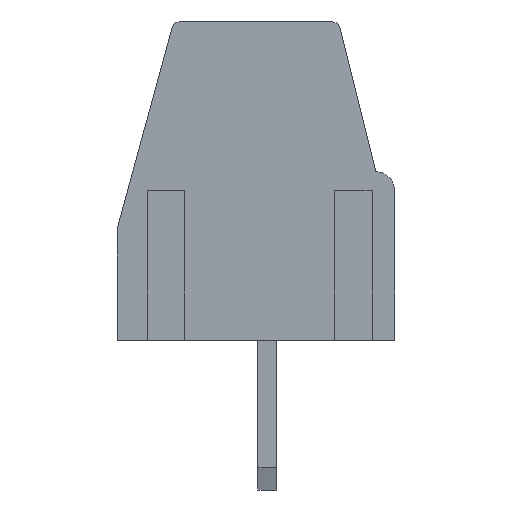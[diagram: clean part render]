
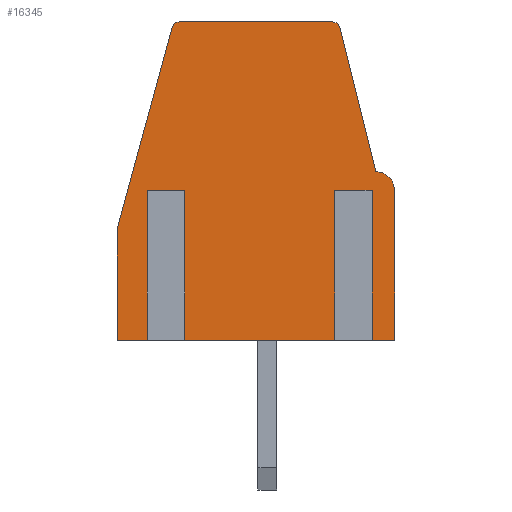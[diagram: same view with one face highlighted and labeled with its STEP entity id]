
A CAD part, left-side view. The second image highlights one B-rep face of the part: STEP entity #16345.
In plain terms, the highlighted planar face has unit normal (-1, 0, 0).
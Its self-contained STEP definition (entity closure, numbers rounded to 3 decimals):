
#241 = CARTESIAN_POINT ( 'NONE',  ( -13.335, -2.033, 4.05 ) ) ;
#330 = DIRECTION ( 'NONE',  ( 0., 0., -1. ) ) ;
#685 = CARTESIAN_POINT ( 'NONE',  ( -13.335, -2.9, 4.05 ) ) ;
#755 = ORIENTED_EDGE ( 'NONE', *, *, #22820, .T. ) ;
#917 = VERTEX_POINT ( 'NONE', #15479 ) ;
#1480 = CARTESIAN_POINT ( 'NONE',  ( -13.335, 4., 0.05 ) ) ;
#1926 = ORIENTED_EDGE ( 'NONE', *, *, #22542, .T. ) ;
#2059 = AXIS2_PLACEMENT_3D ( 'NONE', #9350, #15089, #9237 ) ;
#2142 = VERTEX_POINT ( 'NONE', #7898 ) ;
#2185 = VERTEX_POINT ( 'NONE', #15422 ) ;
#2285 = CIRCLE ( 'NONE', #10879, 0.5 ) ;
#2600 = DIRECTION ( 'NONE',  ( 0., 0., -1. ) ) ;
#2625 = DIRECTION ( 'NONE',  ( 0., -1., 0. ) ) ;
#2940 = DIRECTION ( 'NONE',  ( -1., 0., 0. ) ) ;
#2984 = EDGE_CURVE ( 'NONE', #11851, #3041, #2285, .T. ) ;
#3020 = EDGE_CURVE ( 'NONE', #19119, #14341, #12434, .T. ) ;
#3041 = VERTEX_POINT ( 'NONE', #22800 ) ;
#3405 = EDGE_CURVE ( 'NONE', #11361, #917, #12614, .T. ) ;
#3501 = EDGE_CURVE ( 'NONE', #10454, #13241, #4867, .T. ) ;
#3565 = ORIENTED_EDGE ( 'NONE', *, *, #3501, .T. ) ;
#3581 = DIRECTION ( 'NONE',  ( 0., 0., -1. ) ) ;
#3787 = ORIENTED_EDGE ( 'NONE', *, *, #2984, .T. ) ;
#3833 = CARTESIAN_POINT ( 'NONE',  ( -13.335, -3.4, 4.05 ) ) ;
#3934 = VERTEX_POINT ( 'NONE', #17731 ) ;
#4150 = VECTOR ( 'NONE', #2625, 1000. ) ;
#4317 = CARTESIAN_POINT ( 'NONE',  ( -13.335, 2.347, 8.35 ) ) ;
#4390 = CARTESIAN_POINT ( 'NONE',  ( -13.335, 2.54, 8.403 ) ) ;
#4392 = CARTESIAN_POINT ( 'NONE',  ( -13.335, 4., 0.05 ) ) ;
#4529 = VECTOR ( 'NONE', #15956, 1000. ) ;
#4820 = ORIENTED_EDGE ( 'NONE', *, *, #22509, .T. ) ;
#4867 = LINE ( 'NONE', #4392, #8682 ) ;
#4964 = VERTEX_POINT ( 'NONE', #20661 ) ;
#5038 = EDGE_CURVE ( 'NONE', #11851, #917, #9576, .T. ) ;
#5399 = EDGE_CURVE ( 'NONE', #20874, #2185, #15067, .T. ) ;
#5474 = EDGE_CURVE ( 'NONE', #8801, #3934, #14329, .T. ) ;
#5482 = CARTESIAN_POINT ( 'NONE',  ( -13.335, 2.433, 4.05 ) ) ;
#5688 = ORIENTED_EDGE ( 'NONE', *, *, #19724, .T. ) ;
#5749 = ORIENTED_EDGE ( 'NONE', *, *, #14474, .T. ) ;
#6179 = VECTOR ( 'NONE', #16093, 1000. ) ;
#6659 = AXIS2_PLACEMENT_3D ( 'NONE', #19051, #13861, #21047 ) ;
#7556 = EDGE_CURVE ( 'NONE', #9496, #14524, #20029, .T. ) ;
#7898 = CARTESIAN_POINT ( 'NONE',  ( -13.335, -1.938, 8.399 ) ) ;
#8049 = AXIS2_PLACEMENT_3D ( 'NONE', #4317, #15010, #16753 ) ;
#8125 = DIRECTION ( 'NONE',  ( 0., -1., 0. ) ) ;
#8240 = LINE ( 'NONE', #8358, #4150 ) ;
#8253 = CARTESIAN_POINT ( 'NONE',  ( -13.335, 4., 0.05 ) ) ;
#8358 = CARTESIAN_POINT ( 'NONE',  ( -13.335, 2.433, 4.05 ) ) ;
#8515 = DIRECTION ( 'NONE',  ( 0., 0., -1. ) ) ;
#8682 = VECTOR ( 'NONE', #8125, 1000. ) ;
#8736 = LINE ( 'NONE', #10391, #10004 ) ;
#8801 = VERTEX_POINT ( 'NONE', #9535 ) ;
#9237 = DIRECTION ( 'NONE',  ( 0., 0., -1. ) ) ;
#9350 = CARTESIAN_POINT ( 'NONE',  ( -13.335, 4., 8.55 ) ) ;
#9496 = VERTEX_POINT ( 'NONE', #18488 ) ;
#9535 = CARTESIAN_POINT ( 'NONE',  ( -13.335, 2.347, 8.55 ) ) ;
#9566 = EDGE_CURVE ( 'NONE', #4964, #13241, #17422, .T. ) ;
#9576 = LINE ( 'NONE', #12964, #20021 ) ;
#10004 = VECTOR ( 'NONE', #3581, 1000. ) ;
#10022 = CARTESIAN_POINT ( 'NONE',  ( -13.335, 2.433, 0.05 ) ) ;
#10391 = CARTESIAN_POINT ( 'NONE',  ( -13.335, 4., 8.55 ) ) ;
#10454 = VERTEX_POINT ( 'NONE', #11046 ) ;
#10640 = EDGE_LOOP ( 'NONE', ( #3565, #13155, #5749, #22647, #4820, #13213, #13782, #22695, #13756, #22707, #3787, #21866, #755, #19750, #5688, #12988, #1926 ) ) ;
#10680 = VECTOR ( 'NONE', #330, 1000. ) ;
#10879 = AXIS2_PLACEMENT_3D ( 'NONE', #685, #2940, #2600 ) ;
#11046 = CARTESIAN_POINT ( 'NONE',  ( -13.335, 4., 0.05 ) ) ;
#11061 = CARTESIAN_POINT ( 'NONE',  ( -13.335, -1.9, 8.55 ) ) ;
#11361 = VERTEX_POINT ( 'NONE', #20561 ) ;
#11507 = LINE ( 'NONE', #15032, #10680 ) ;
#11567 = VECTOR ( 'NONE', #12940, 1000. ) ;
#11801 = CARTESIAN_POINT ( 'NONE',  ( -13.335, 2.967, 0.05 ) ) ;
#11851 = VERTEX_POINT ( 'NONE', #3833 ) ;
#12434 = LINE ( 'NONE', #15730, #4529 ) ;
#12516 = VECTOR ( 'NONE', #21886, 1000. ) ;
#12578 = CARTESIAN_POINT ( 'NONE',  ( -13.335, 4., 8.55 ) ) ;
#12614 = LINE ( 'NONE', #1480, #19930 ) ;
#12631 = LINE ( 'NONE', #8253, #21988 ) ;
#12699 = LINE ( 'NONE', #11061, #21785 ) ;
#12762 = VECTOR ( 'NONE', #19898, 1000. ) ;
#12940 = DIRECTION ( 'NONE',  ( 0., 0., -1. ) ) ;
#12964 = CARTESIAN_POINT ( 'NONE',  ( -13.335, -3.4, 8.55 ) ) ;
#12988 = ORIENTED_EDGE ( 'NONE', *, *, #3020, .F. ) ;
#13155 = ORIENTED_EDGE ( 'NONE', *, *, #9566, .F. ) ;
#13213 = ORIENTED_EDGE ( 'NONE', *, *, #18707, .F. ) ;
#13241 = VERTEX_POINT ( 'NONE', #11801 ) ;
#13756 = ORIENTED_EDGE ( 'NONE', *, *, #3405, .T. ) ;
#13782 = ORIENTED_EDGE ( 'NONE', *, *, #5399, .T. ) ;
#13861 = DIRECTION ( 'NONE',  ( -1., 0., 0. ) ) ;
#14047 = CARTESIAN_POINT ( 'NONE',  ( -13.335, 4., 3.05 ) ) ;
#14171 = EDGE_CURVE ( 'NONE', #2185, #11361, #14366, .T. ) ;
#14248 = CARTESIAN_POINT ( 'NONE',  ( -13.335, -2.567, 4.05 ) ) ;
#14329 = LINE ( 'NONE', #12578, #6179 ) ;
#14341 = VERTEX_POINT ( 'NONE', #4390 ) ;
#14366 = LINE ( 'NONE', #14248, #12762 ) ;
#14474 = EDGE_CURVE ( 'NONE', #4964, #9496, #8240, .T. ) ;
#14509 = PLANE ( 'NONE',  #2059 ) ;
#14523 = CIRCLE ( 'NONE', #6659, 0.2 ) ;
#14524 = VERTEX_POINT ( 'NONE', #10022 ) ;
#14714 = CARTESIAN_POINT ( 'NONE',  ( -13.335, -2.567, 4.05 ) ) ;
#14717 = EDGE_CURVE ( 'NONE', #2142, #3041, #12699, .T. ) ;
#14863 = DIRECTION ( 'NONE',  ( 0., 0., -1. ) ) ;
#15010 = DIRECTION ( 'NONE',  ( -1., 0., 0. ) ) ;
#15032 = CARTESIAN_POINT ( 'NONE',  ( -13.335, -2.033, 4.05 ) ) ;
#15067 = LINE ( 'NONE', #14714, #12516 ) ;
#15089 = DIRECTION ( 'NONE',  ( 1., 0., 0. ) ) ;
#15422 = CARTESIAN_POINT ( 'NONE',  ( -13.335, -2.567, 4.05 ) ) ;
#15479 = CARTESIAN_POINT ( 'NONE',  ( -13.335, -3.4, 0.05 ) ) ;
#15730 = CARTESIAN_POINT ( 'NONE',  ( -13.335, 2.5, 8.55 ) ) ;
#15894 = VECTOR ( 'NONE', #8515, 1000. ) ;
#15956 = DIRECTION ( 'NONE',  ( 0., -0.263, 0.965 ) ) ;
#16093 = DIRECTION ( 'NONE',  ( 0., -1., 0. ) ) ;
#16345 = ADVANCED_FACE ( 'NONE', ( #17805 ), #14509, .F. ) ;
#16753 = DIRECTION ( 'NONE',  ( 0., 0., -1. ) ) ;
#17186 = DIRECTION ( 'NONE',  ( 0., -1., 0. ) ) ;
#17422 = LINE ( 'NONE', #19193, #15894 ) ;
#17731 = CARTESIAN_POINT ( 'NONE',  ( -13.335, -1.744, 8.55 ) ) ;
#17805 = FACE_OUTER_BOUND ( 'NONE', #10640, .T. ) ;
#18488 = CARTESIAN_POINT ( 'NONE',  ( -13.335, 2.433, 4.05 ) ) ;
#18707 = EDGE_CURVE ( 'NONE', #20874, #18904, #11507, .T. ) ;
#18904 = VERTEX_POINT ( 'NONE', #23020 ) ;
#19051 = CARTESIAN_POINT ( 'NONE',  ( -13.335, -1.744, 8.35 ) ) ;
#19119 = VERTEX_POINT ( 'NONE', #14047 ) ;
#19193 = CARTESIAN_POINT ( 'NONE',  ( -13.335, 2.967, 4.05 ) ) ;
#19724 = EDGE_CURVE ( 'NONE', #8801, #14341, #22324, .T. ) ;
#19750 = ORIENTED_EDGE ( 'NONE', *, *, #5474, .F. ) ;
#19872 = DIRECTION ( 'NONE',  ( 0., -0.243, -0.97 ) ) ;
#19898 = DIRECTION ( 'NONE',  ( 0., 0., -1. ) ) ;
#19930 = VECTOR ( 'NONE', #21336, 1000. ) ;
#20021 = VECTOR ( 'NONE', #14863, 1000. ) ;
#20029 = LINE ( 'NONE', #5482, #11567 ) ;
#20561 = CARTESIAN_POINT ( 'NONE',  ( -13.335, -2.567, 0.05 ) ) ;
#20661 = CARTESIAN_POINT ( 'NONE',  ( -13.335, 2.967, 4.05 ) ) ;
#20874 = VERTEX_POINT ( 'NONE', #241 ) ;
#21047 = DIRECTION ( 'NONE',  ( 0., 0., -1. ) ) ;
#21336 = DIRECTION ( 'NONE',  ( 0., -1., 0. ) ) ;
#21785 = VECTOR ( 'NONE', #19872, 1000. ) ;
#21866 = ORIENTED_EDGE ( 'NONE', *, *, #14717, .F. ) ;
#21886 = DIRECTION ( 'NONE',  ( 0., -1., 0. ) ) ;
#21988 = VECTOR ( 'NONE', #17186, 1000. ) ;
#22324 = CIRCLE ( 'NONE', #8049, 0.2 ) ;
#22509 = EDGE_CURVE ( 'NONE', #14524, #18904, #12631, .T. ) ;
#22542 = EDGE_CURVE ( 'NONE', #19119, #10454, #8736, .T. ) ;
#22647 = ORIENTED_EDGE ( 'NONE', *, *, #7556, .T. ) ;
#22695 = ORIENTED_EDGE ( 'NONE', *, *, #14171, .T. ) ;
#22707 = ORIENTED_EDGE ( 'NONE', *, *, #5038, .F. ) ;
#22800 = CARTESIAN_POINT ( 'NONE',  ( -13.335, -2.9, 4.55 ) ) ;
#22820 = EDGE_CURVE ( 'NONE', #2142, #3934, #14523, .T. ) ;
#23020 = CARTESIAN_POINT ( 'NONE',  ( -13.335, -2.033, 0.05 ) ) ;
